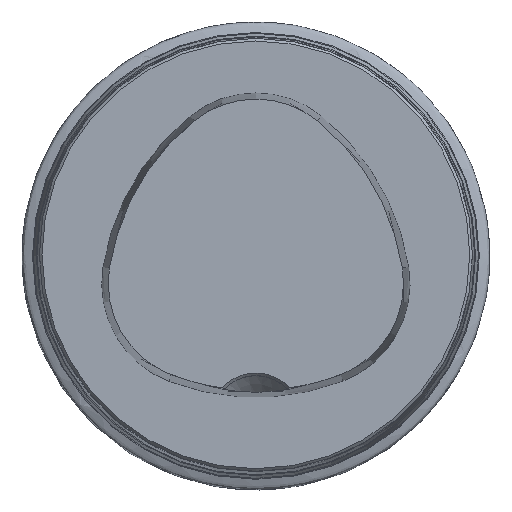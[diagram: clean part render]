
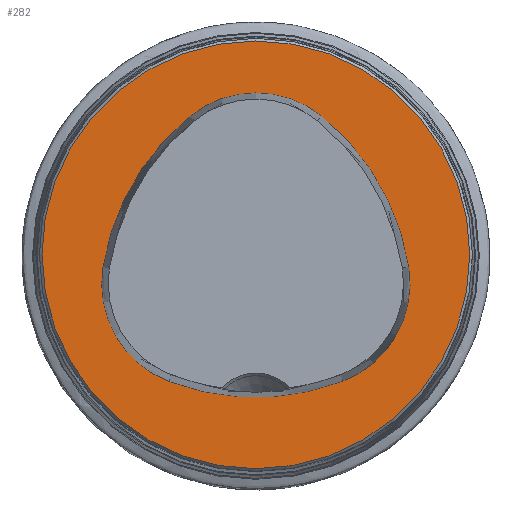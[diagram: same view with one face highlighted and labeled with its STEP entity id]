
A CAD part, top view. The second image highlights one B-rep face of the part: STEP entity #282.
In plain terms, the highlighted planar face has unit normal (0, 0, 1).
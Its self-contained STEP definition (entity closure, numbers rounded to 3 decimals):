
#245=PLANE('',#1027);
#282=ADVANCED_FACE('CU_FL_N1_SU_1',(#376,#377),#245,.T.);
#376=FACE_BOUND('',#429,.T.);
#377=FACE_BOUND('',#430,.T.);
#429=EDGE_LOOP('',(#547,#548,#549,#550,#551,#552));
#430=EDGE_LOOP('',(#553));
#547=ORIENTED_EDGE('',*,*,#796,.F.);
#548=ORIENTED_EDGE('',*,*,#797,.F.);
#549=ORIENTED_EDGE('',*,*,#798,.F.);
#550=ORIENTED_EDGE('',*,*,#799,.F.);
#551=ORIENTED_EDGE('',*,*,#793,.F.);
#552=ORIENTED_EDGE('',*,*,#800,.F.);
#553=ORIENTED_EDGE('',*,*,#801,.T.);
#719=VERTEX_POINT('',#1775);
#720=VERTEX_POINT('',#1777);
#722=VERTEX_POINT('',#1783);
#723=VERTEX_POINT('',#1784);
#724=VERTEX_POINT('',#1786);
#725=VERTEX_POINT('',#1788);
#726=VERTEX_POINT('',#1792);
#793=EDGE_CURVE('',#719,#720,#853,.T.);
#796=EDGE_CURVE('',#722,#723,#855,.T.);
#797=EDGE_CURVE('',#724,#722,#856,.T.);
#798=EDGE_CURVE('',#725,#724,#857,.T.);
#799=EDGE_CURVE('',#720,#725,#858,.T.);
#800=EDGE_CURVE('',#723,#719,#859,.T.);
#801=EDGE_CURVE('',#726,#726,#860,.T.);
#853=CIRCLE('',#1018,28.075);
#855=CIRCLE('',#1021,28.075);
#856=CIRCLE('',#1022,12.075);
#857=CIRCLE('',#1023,28.075);
#858=CIRCLE('',#1024,12.075);
#859=CIRCLE('',#1025,12.075);
#860=CIRCLE('',#1026,24.7);
#1018=AXIS2_PLACEMENT_3D('',#1776,#1201,#1202);
#1021=AXIS2_PLACEMENT_3D('',#1782,#1208,#1209);
#1022=AXIS2_PLACEMENT_3D('',#1785,#1210,#1211);
#1023=AXIS2_PLACEMENT_3D('',#1787,#1212,#1213);
#1024=AXIS2_PLACEMENT_3D('',#1789,#1214,#1215);
#1025=AXIS2_PLACEMENT_3D('',#1790,#1216,#1217);
#1026=AXIS2_PLACEMENT_3D('',#1791,#1218,#1219);
#1027=AXIS2_PLACEMENT_3D('',#1793,#1220,#1221);
#1201=DIRECTION('',(0.,0.,1.));
#1202=DIRECTION('',(1.,0.,0.));
#1208=DIRECTION('',(0.,0.,1.));
#1209=DIRECTION('',(1.,0.,0.));
#1210=DIRECTION('',(0.,0.,1.));
#1211=DIRECTION('',(1.,0.,0.));
#1212=DIRECTION('',(0.,0.,1.));
#1213=DIRECTION('',(1.,0.,0.));
#1214=DIRECTION('',(0.,0.,1.));
#1215=DIRECTION('',(1.,0.,0.));
#1216=DIRECTION('',(0.,0.,1.));
#1217=DIRECTION('',(1.,0.,0.));
#1218=DIRECTION('',(0.,0.,1.));
#1219=DIRECTION('',(1.,0.,0.));
#1220=DIRECTION('',(0.,0.,1.));
#1221=DIRECTION('',(1.,0.,0.));
#1775=CARTESIAN_POINT('',(-10.05,-14.595,0.));
#1776=CARTESIAN_POINT('',(0.,11.62,0.));
#1777=CARTESIAN_POINT('',(10.05,-14.595,0.));
#1782=CARTESIAN_POINT('',(10.078,-5.807,0.));
#1783=CARTESIAN_POINT('',(-7.606,15.999,0.));
#1784=CARTESIAN_POINT('',(-17.656,-1.443,0.));
#1785=CARTESIAN_POINT('',(0.,6.62,0.));
#1786=CARTESIAN_POINT('',(7.606,15.999,0.));
#1787=CARTESIAN_POINT('',(-10.078,-5.807,0.));
#1788=CARTESIAN_POINT('',(17.656,-1.443,0.));
#1789=CARTESIAN_POINT('',(5.727,-3.32,0.));
#1790=CARTESIAN_POINT('',(-5.727,-3.32,0.));
#1791=CARTESIAN_POINT('',(0.,0.,0.));
#1792=CARTESIAN_POINT('',(24.7,0.,0.));
#1793=CARTESIAN_POINT('',(0.,0.,0.));
